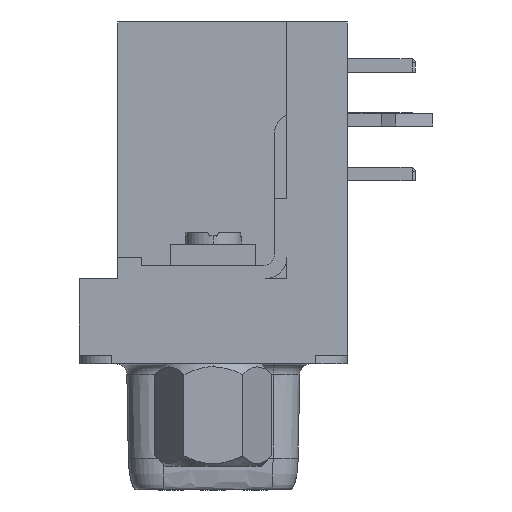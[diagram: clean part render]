
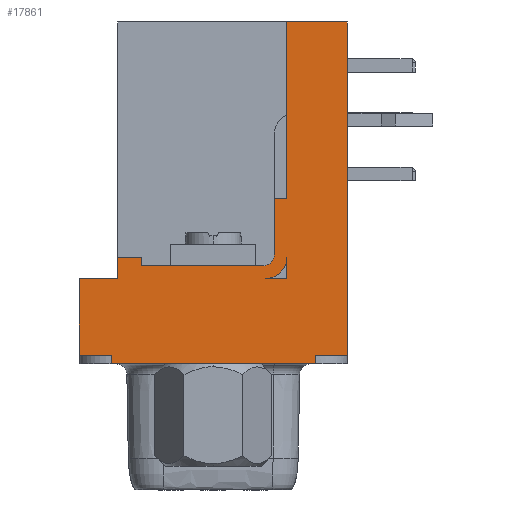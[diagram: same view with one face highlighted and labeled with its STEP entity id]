
A CAD part, left-side view. The second image highlights one B-rep face of the part: STEP entity #17861.
In plain terms, the highlighted planar face has unit normal (-1, 0, 0).
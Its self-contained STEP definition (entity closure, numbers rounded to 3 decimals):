
#242=DIRECTION('',(0.,0.,-1.));
#243=VECTOR('',#242,8.27);
#244=CARTESIAN_POINT('',(-26.52,-3.45,21.9));
#245=LINE('',#244,#243);
#246=DIRECTION('',(0.,1.,0.));
#247=VECTOR('',#246,2.825);
#248=CARTESIAN_POINT('',(-26.52,-6.275,21.9));
#249=LINE('',#248,#247);
#250=DIRECTION('',(0.,0.,1.));
#251=VECTOR('',#250,15.6);
#252=CARTESIAN_POINT('',(-26.52,-6.275,6.3));
#253=LINE('',#252,#251);
#254=DIRECTION('',(0.,1.,0.));
#255=VECTOR('',#254,1.125);
#256=CARTESIAN_POINT('',(-26.52,3.35,10.9));
#257=LINE('',#256,#255);
#258=DIRECTION('',(0.,1.,0.));
#259=VECTOR('',#258,5.7);
#260=CARTESIAN_POINT('',(-26.52,-2.35,10.5));
#261=LINE('',#260,#259);
#262=CARTESIAN_POINT('',(-26.52,-2.35,11.));
#263=DIRECTION('',(1.,0.,0.));
#264=DIRECTION('',(0.,-1.,0.));
#265=AXIS2_PLACEMENT_3D('',#262,#263,#264);
#267=DIRECTION('',(0.,1.,0.));
#268=VECTOR('',#267,0.6);
#269=CARTESIAN_POINT('',(-26.52,-3.45,13.63));
#270=LINE('',#269,#268);
#271=CARTESIAN_POINT('',(-26.52,-2.45,10.9));
#272=DIRECTION('',(-1.,0.,0.));
#273=DIRECTION('',(0.,0.,-1.));
#274=AXIS2_PLACEMENT_3D('',#271,#272,#273);
#276=DIRECTION('',(0.,1.,0.));
#277=VECTOR('',#276,1.);
#278=CARTESIAN_POINT('',(-26.52,-3.45,9.9));
#279=LINE('',#278,#277);
#280=DIRECTION('',(0.,0.,-1.));
#281=VECTOR('',#280,1.);
#282=CARTESIAN_POINT('',(-26.52,-3.45,10.9));
#283=LINE('',#282,#281);
#347=DIRECTION('',(0.,1.,0.));
#348=VECTOR('',#347,1.5);
#349=CARTESIAN_POINT('',(-26.52,-6.275,6.3));
#350=LINE('',#349,#348);
#360=DIRECTION('',(0.,0.,-1.));
#361=VECTOR('',#360,0.4);
#362=CARTESIAN_POINT('',(-26.52,-4.775,6.3));
#363=LINE('',#362,#361);
#391=DIRECTION('',(0.,1.,0.));
#392=VECTOR('',#391,9.55);
#393=CARTESIAN_POINT('',(-26.52,-4.775,5.9));
#394=LINE('',#393,#392);
#1053=DIRECTION('',(0.,0.,-1.));
#1054=VECTOR('',#1053,0.4);
#1055=CARTESIAN_POINT('',(-26.52,3.35,10.9));
#1056=LINE('',#1055,#1054);
#1069=DIRECTION('',(0.,0.,1.));
#1070=VECTOR('',#1069,1.);
#1071=CARTESIAN_POINT('',(-26.52,4.475,9.9));
#1072=LINE('',#1071,#1070);
#1089=DIRECTION('',(0.,-1.,0.));
#1090=VECTOR('',#1089,1.8);
#1091=CARTESIAN_POINT('',(-26.52,6.275,9.9));
#1092=LINE('',#1091,#1090);
#1097=DIRECTION('',(0.,0.,1.));
#1098=VECTOR('',#1097,3.6);
#1099=CARTESIAN_POINT('',(-26.52,6.275,6.3));
#1100=LINE('',#1099,#1098);
#1105=DIRECTION('',(0.,1.,0.));
#1106=VECTOR('',#1105,1.5);
#1107=CARTESIAN_POINT('',(-26.52,4.775,6.3));
#1108=LINE('',#1107,#1106);
#1118=DIRECTION('',(0.,0.,1.));
#1119=VECTOR('',#1118,0.4);
#1120=CARTESIAN_POINT('',(-26.52,4.775,5.9));
#1121=LINE('',#1120,#1119);
#1261=DIRECTION('',(0.,0.,1.));
#1262=VECTOR('',#1261,2.63);
#1263=CARTESIAN_POINT('',(-26.52,-2.85,11.));
#1264=LINE('',#1263,#1262);
#14830=CARTESIAN_POINT('',(-26.52,4.775,6.3));
#14831=CARTESIAN_POINT('',(-26.52,6.275,6.3));
#14832=VERTEX_POINT('',#14830);
#14833=VERTEX_POINT('',#14831);
#14980=CARTESIAN_POINT('',(-26.52,-4.775,5.9));
#14981=CARTESIAN_POINT('',(-26.52,4.775,5.9));
#14982=VERTEX_POINT('',#14980);
#14983=VERTEX_POINT('',#14981);
#15110=CARTESIAN_POINT('',(-26.52,4.475,10.9));
#15112=VERTEX_POINT('',#15110);
#15520=CARTESIAN_POINT('',(-26.52,-6.275,6.3));
#15522=VERTEX_POINT('',#15520);
#16304=CARTESIAN_POINT('',(-26.52,6.275,9.9));
#16305=VERTEX_POINT('',#16304);
#16423=CARTESIAN_POINT('',(-26.52,-2.85,11.));
#16424=CARTESIAN_POINT('',(-26.52,-2.85,13.63));
#16425=VERTEX_POINT('',#16423);
#16426=VERTEX_POINT('',#16424);
#16566=CARTESIAN_POINT('',(-26.52,-4.775,6.3));
#16567=VERTEX_POINT('',#16566);
#16585=CARTESIAN_POINT('',(-26.52,4.475,9.9));
#16586=VERTEX_POINT('',#16585);
#16608=CARTESIAN_POINT('',(-26.52,-3.45,10.9));
#16610=VERTEX_POINT('',#16608);
#16745=CARTESIAN_POINT('',(-26.52,-3.45,13.63));
#16746=VERTEX_POINT('',#16745);
#16767=CARTESIAN_POINT('',(-26.52,3.35,10.5));
#16768=VERTEX_POINT('',#16767);
#16987=CARTESIAN_POINT('',(-26.52,3.35,10.9));
#16988=VERTEX_POINT('',#16987);
#17002=CARTESIAN_POINT('',(-26.52,-2.35,10.5));
#17003=VERTEX_POINT('',#17002);
#17013=CARTESIAN_POINT('',(-26.52,-3.45,9.9));
#17014=VERTEX_POINT('',#17013);
#17109=CARTESIAN_POINT('',(-26.52,-6.275,21.9));
#17110=VERTEX_POINT('',#17109);
#17252=CARTESIAN_POINT('',(-26.52,-2.45,9.9));
#17253=VERTEX_POINT('',#17252);
#17294=CARTESIAN_POINT('',(-26.52,-3.45,21.9));
#17295=VERTEX_POINT('',#17294);
#17815=CARTESIAN_POINT('',(-26.52,-6.275,21.9));
#17816=DIRECTION('',(1.,0.,0.));
#17817=DIRECTION('',(0.,0.,-1.));
#17818=AXIS2_PLACEMENT_3D('',#17815,#17816,#17817);
#17819=PLANE('',#17818);
#17820=ORIENTED_EDGE('',*,*,#17795,.F.);
#17821=ORIENTED_EDGE('',*,*,#17718,.F.);
#17823=ORIENTED_EDGE('',*,*,#17822,.F.);
#17825=ORIENTED_EDGE('',*,*,#17824,.T.);
#17827=ORIENTED_EDGE('',*,*,#17826,.T.);
#17829=ORIENTED_EDGE('',*,*,#17828,.T.);
#17831=ORIENTED_EDGE('',*,*,#17830,.T.);
#17833=ORIENTED_EDGE('',*,*,#17832,.T.);
#17835=ORIENTED_EDGE('',*,*,#17834,.T.);
#17837=ORIENTED_EDGE('',*,*,#17836,.T.);
#17839=ORIENTED_EDGE('',*,*,#17838,.T.);
#17841=ORIENTED_EDGE('',*,*,#17840,.F.);
#17843=ORIENTED_EDGE('',*,*,#17842,.T.);
#17845=ORIENTED_EDGE('',*,*,#17844,.F.);
#17847=ORIENTED_EDGE('',*,*,#17846,.F.);
#17849=ORIENTED_EDGE('',*,*,#17848,.T.);
#17850=ORIENTED_EDGE('',*,*,#17806,.F.);
#17851=EDGE_LOOP('',(#17820,#17821,#17823,#17825,#17827,#17829,#17831,#17833,
#17835,#17837,#17839,#17841,#17843,#17845,#17847,#17849,#17850));
#17852=FACE_OUTER_BOUND('',#17851,.F.);
#17854=ORIENTED_EDGE('',*,*,#17853,.F.);
#17856=ORIENTED_EDGE('',*,*,#17855,.F.);
#17858=ORIENTED_EDGE('',*,*,#17857,.F.);
#17859=EDGE_LOOP('',(#17854,#17856,#17858));
#17860=FACE_BOUND('',#17859,.F.);
#266=CIRCLE('',#265,0.5);
#275=CIRCLE('',#274,1.);
#17718=EDGE_CURVE('',#17110,#17295,#249,.T.);
#17795=EDGE_CURVE('',#17295,#16746,#245,.T.);
#17806=EDGE_CURVE('',#16746,#16426,#270,.T.);
#17822=EDGE_CURVE('',#15522,#17110,#253,.T.);
#17824=EDGE_CURVE('',#15522,#16567,#350,.T.);
#17826=EDGE_CURVE('',#16567,#14982,#363,.T.);
#17828=EDGE_CURVE('',#14982,#14983,#394,.T.);
#17830=EDGE_CURVE('',#14983,#14832,#1121,.T.);
#17832=EDGE_CURVE('',#14832,#14833,#1108,.T.);
#17834=EDGE_CURVE('',#14833,#16305,#1100,.T.);
#17836=EDGE_CURVE('',#16305,#16586,#1092,.T.);
#17838=EDGE_CURVE('',#16586,#15112,#1072,.T.);
#17840=EDGE_CURVE('',#16988,#15112,#257,.T.);
#17842=EDGE_CURVE('',#16988,#16768,#1056,.T.);
#17844=EDGE_CURVE('',#17003,#16768,#261,.T.);
#17846=EDGE_CURVE('',#16425,#17003,#266,.T.);
#17848=EDGE_CURVE('',#16425,#16426,#1264,.T.);
#17853=EDGE_CURVE('',#17253,#16610,#275,.T.);
#17855=EDGE_CURVE('',#17014,#17253,#279,.T.);
#17857=EDGE_CURVE('',#16610,#17014,#283,.T.);
#17861=ADVANCED_FACE('',(#17852,#17860),#17819,.F.);
